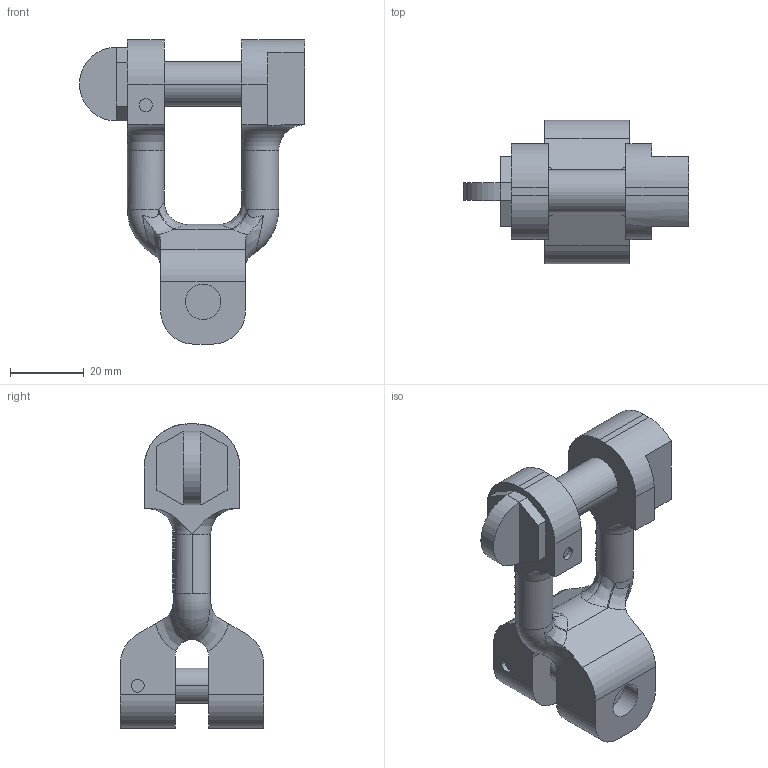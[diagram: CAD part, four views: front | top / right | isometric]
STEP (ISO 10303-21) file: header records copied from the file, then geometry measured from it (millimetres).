
FILE_DESCRIPTION((''),'2;1');
FILE_NAME('001-M31046-P-1','2004-05-27T',('Haas'),(''),'PRO/ENGINEER BY PARAMETRIC TECHNOLOGY CORPORATION, 2001400','PRO/ENGINEER BY PARAMETRIC TECHNOLOGY CORPORATION, 2001400','');
FILE_SCHEMA(('CONFIG_CONTROL_DESIGN'));
Length unit declared in the file: millimetre
Products named in the file (1): 001-M31046-P-1
Bounding box: 61 x 39 x 82.5 mm (x, y, z)
Volume: 41963.3 mm3; surface area: 13220.5 mm2
Topology: 1 solids, 1 shells, 396 faces, 1092 edges, 720 vertices
Faces by surface type: plane 336, cylinder 38, bspline 16, torus 6
Entity records: 13431 total; most frequent: CARTESIAN_POINT 3728, ORIENTED_EDGE 2184, DIRECTION 1726, EDGE_CURVE 1092, VECTOR 720, LINE 720, VERTEX_POINT 720, AXIS2_PLACEMENT_3D 503
